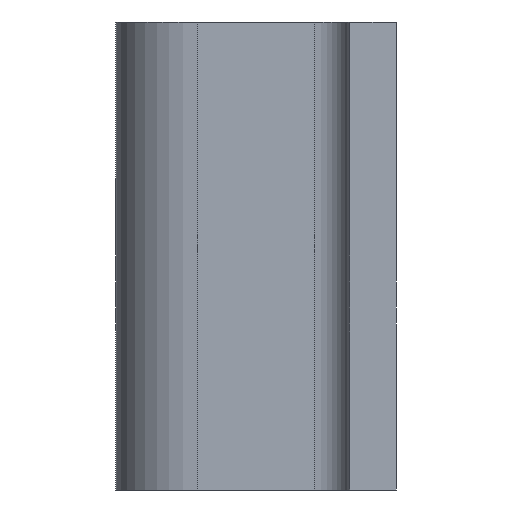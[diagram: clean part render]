
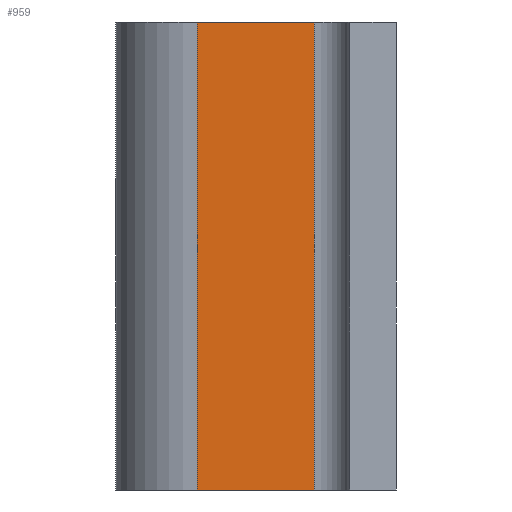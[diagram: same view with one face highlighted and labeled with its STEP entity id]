
A CAD part, left-side view. The second image highlights one B-rep face of the part: STEP entity #959.
In plain terms, the highlighted planar face has unit normal (-1, 0, 0).
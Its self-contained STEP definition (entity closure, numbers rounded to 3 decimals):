
#5 = VECTOR ( 'NONE', #1047, 1000. ) ;
#35 = LINE ( 'NONE', #395, #5 ) ;
#130 = EDGE_CURVE ( 'NONE', #953, #725, #885, .T. ) ;
#132 = VECTOR ( 'NONE', #149, 1000. ) ;
#149 = DIRECTION ( 'NONE',  ( 0., 1., 0. ) ) ;
#164 = PLANE ( 'NONE',  #751 ) ;
#216 = ORIENTED_EDGE ( 'NONE', *, *, #465, .F. ) ;
#230 = DIRECTION ( 'NONE',  ( 0., -1., 0. ) ) ;
#240 = EDGE_LOOP ( 'NONE', ( #881, #216, #349, #423 ) ) ;
#288 = VECTOR ( 'NONE', #802, 1000. ) ;
#349 = ORIENTED_EDGE ( 'NONE', *, *, #925, .T. ) ;
#395 = CARTESIAN_POINT ( 'NONE',  ( -25.5, 0., 20. ) ) ;
#423 = ORIENTED_EDGE ( 'NONE', *, *, #580, .T. ) ;
#445 = VERTEX_POINT ( 'NONE', #766 ) ;
#465 = EDGE_CURVE ( 'NONE', #1187, #953, #1133, .T. ) ;
#497 = CARTESIAN_POINT ( 'NONE',  ( -25.5, -13., 20. ) ) ;
#510 = CARTESIAN_POINT ( 'NONE',  ( -25.5, 0., 20. ) ) ;
#537 = VECTOR ( 'NONE', #1138, 1000. ) ;
#580 = EDGE_CURVE ( 'NONE', #445, #725, #597, .T. ) ;
#597 = LINE ( 'NONE', #975, #288 ) ;
#615 = FACE_OUTER_BOUND ( 'NONE', #240, .T. ) ;
#725 = VERTEX_POINT ( 'NONE', #836 ) ;
#751 = AXIS2_PLACEMENT_3D ( 'NONE', #510, #1173, #230 ) ;
#766 = CARTESIAN_POINT ( 'NONE',  ( -25.5, -3., 20. ) ) ;
#802 = DIRECTION ( 'NONE',  ( 0., 0., -1. ) ) ;
#836 = CARTESIAN_POINT ( 'NONE',  ( -25.5, -3., -20. ) ) ;
#859 = CARTESIAN_POINT ( 'NONE',  ( -25.5, -13., 20. ) ) ;
#881 = ORIENTED_EDGE ( 'NONE', *, *, #130, .F. ) ;
#885 = LINE ( 'NONE', #1085, #132 ) ;
#925 = EDGE_CURVE ( 'NONE', #1187, #445, #35, .T. ) ;
#953 = VERTEX_POINT ( 'NONE', #1057 ) ;
#959 = ADVANCED_FACE ( 'NONE', ( #615 ), #164, .T. ) ;
#975 = CARTESIAN_POINT ( 'NONE',  ( -25.5, -3., 20. ) ) ;
#1047 = DIRECTION ( 'NONE',  ( 0., 1., 0. ) ) ;
#1057 = CARTESIAN_POINT ( 'NONE',  ( -25.5, -13., -20. ) ) ;
#1085 = CARTESIAN_POINT ( 'NONE',  ( -25.5, 0., -20. ) ) ;
#1133 = LINE ( 'NONE', #497, #537 ) ;
#1138 = DIRECTION ( 'NONE',  ( 0., 0., -1. ) ) ;
#1173 = DIRECTION ( 'NONE',  ( -1., 0., 0. ) ) ;
#1187 = VERTEX_POINT ( 'NONE', #859 ) ;
